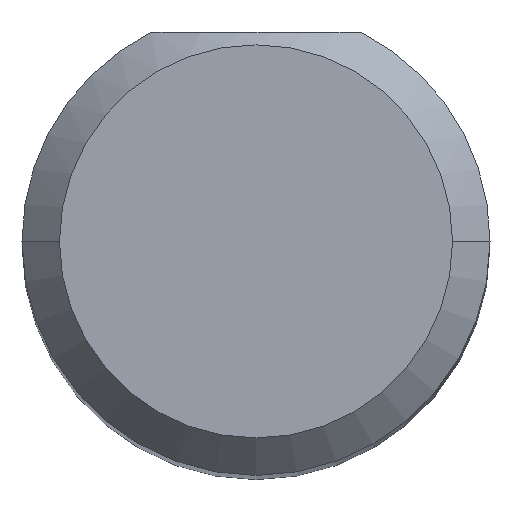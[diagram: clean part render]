
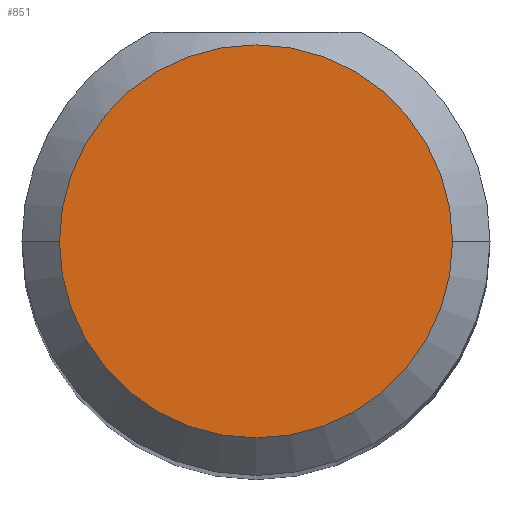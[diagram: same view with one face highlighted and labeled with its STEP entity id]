
A CAD part, top view. The second image highlights one B-rep face of the part: STEP entity #851.
In plain terms, the highlighted planar face has unit normal (0, 0, 1).
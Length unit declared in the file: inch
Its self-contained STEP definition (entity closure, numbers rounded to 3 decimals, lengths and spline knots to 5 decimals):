
#11 = CARTESIAN_POINT ( 'NONE',  ( 0.07875, 0., 2. ) ) ;
#14 = ORIENTED_EDGE ( 'NONE', *, *, #140, .T. ) ;
#30 = VERTEX_POINT ( 'NONE', #669 ) ;
#94 = PLANE ( 'NONE',  #1070 ) ;
#140 = EDGE_CURVE ( 'NONE', #30, #258, #1053, .T. ) ;
#198 = AXIS2_PLACEMENT_3D ( 'NONE', #309, #653, #988 ) ;
#258 = VERTEX_POINT ( 'NONE', #11 ) ;
#309 = CARTESIAN_POINT ( 'NONE',  ( 0., 0., 2. ) ) ;
#345 = AXIS2_PLACEMENT_3D ( 'NONE', #446, #626, #959 ) ;
#363 = EDGE_LOOP ( 'NONE', ( #14, #720 ) ) ;
#378 = DIRECTION ( 'NONE',  ( 0., 0., 1. ) ) ;
#444 = FACE_OUTER_BOUND ( 'NONE', #363, .T. ) ;
#446 = CARTESIAN_POINT ( 'NONE',  ( 0., 0., 2. ) ) ;
#548 = CIRCLE ( 'NONE', #345, 0.07875 ) ;
#567 = EDGE_CURVE ( 'NONE', #258, #30, #548, .T. ) ;
#626 = DIRECTION ( 'NONE',  ( 0., 0., 1. ) ) ;
#640 = CARTESIAN_POINT ( 'NONE',  ( 0., 0., 2. ) ) ;
#653 = DIRECTION ( 'NONE',  ( 0., 0., 1. ) ) ;
#669 = CARTESIAN_POINT ( 'NONE',  ( -0.07875, 0., 2. ) ) ;
#720 = ORIENTED_EDGE ( 'NONE', *, *, #567, .T. ) ;
#778 = DIRECTION ( 'NONE',  ( 1., 0., 0. ) ) ;
#851 = ADVANCED_FACE ( 'NONE', ( #444 ), #94, .T. ) ;
#959 = DIRECTION ( 'NONE',  ( 1., 0., 0. ) ) ;
#988 = DIRECTION ( 'NONE',  ( 1., 0., 0. ) ) ;
#1053 = CIRCLE ( 'NONE', #198, 0.07875 ) ;
#1070 = AXIS2_PLACEMENT_3D ( 'NONE', #640, #378, #778 ) ;
